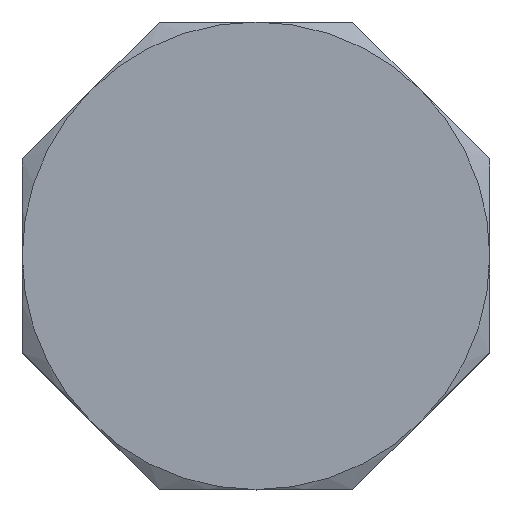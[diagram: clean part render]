
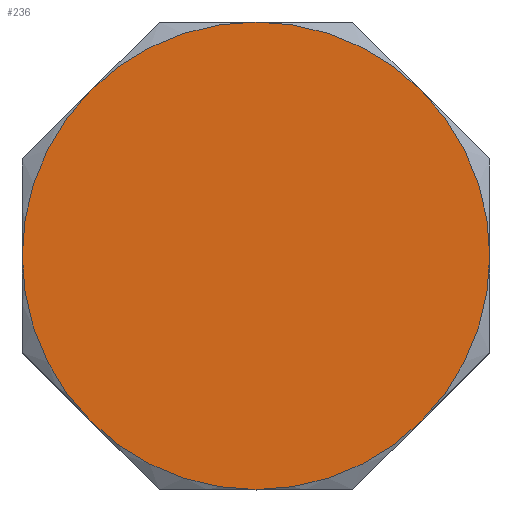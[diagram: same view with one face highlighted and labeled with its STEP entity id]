
A CAD part, top view. The second image highlights one B-rep face of the part: STEP entity #236.
In plain terms, the highlighted planar face has unit normal (0, 0, 1).
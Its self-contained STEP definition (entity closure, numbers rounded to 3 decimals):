
#5 = VERTEX_POINT ( 'NONE', #300 ) ;
#16 = EDGE_CURVE ( 'NONE', #42, #5, #280, .T. ) ;
#18 = VERTEX_POINT ( 'NONE', #281 ) ;
#30 = VERTEX_POINT ( 'NONE', #332 ) ;
#42 = VERTEX_POINT ( 'NONE', #366 ) ;
#124 = VERTEX_POINT ( 'NONE', #601 ) ;
#205 = VERTEX_POINT ( 'NONE', #774 ) ;
#218 = VERTEX_POINT ( 'NONE', #798 ) ;
#234 = EDGE_CURVE ( 'NONE', #5, #18, #858, .T. ) ;
#236 = ADVANCED_FACE ( 'NONE', ( #853 ), #852, .F. ) ;
#237 = EDGE_LOOP ( 'NONE', ( #307, #308, #309, #310, #311, #312, #314, #315 ) ) ;
#241 = EDGE_CURVE ( 'NONE', #218, #263, #850, .T. ) ;
#247 = EDGE_CURVE ( 'NONE', #205, #218, #836, .T. ) ;
#256 = EDGE_CURVE ( 'NONE', #30, #42, #823, .T. ) ;
#262 = EDGE_CURVE ( 'NONE', #263, #124, #901, .T. ) ;
#263 = VERTEX_POINT ( 'NONE', #896 ) ;
#269 = DIRECTION ( 'NONE',  ( 0., -1., 0. ) ) ;
#270 = DIRECTION ( 'NONE',  ( 0., 0., 1. ) ) ;
#271 = AXIS2_PLACEMENT_3D ( 'NONE', #282, #270, #269 ) ;
#280 = CIRCLE ( 'NONE', #271, 35. ) ;
#281 = CARTESIAN_POINT ( 'NONE',  ( 24.749, -24.749, 17.5 ) ) ;
#282 = CARTESIAN_POINT ( 'NONE',  ( 0., 0., 17.5 ) ) ;
#300 = CARTESIAN_POINT ( 'NONE',  ( 0., -35., 17.5 ) ) ;
#307 = ORIENTED_EDGE ( 'NONE', *, *, #234, .T. ) ;
#308 = ORIENTED_EDGE ( 'NONE', *, *, #324, .T. ) ;
#309 = ORIENTED_EDGE ( 'NONE', *, *, #247, .T. ) ;
#310 = ORIENTED_EDGE ( 'NONE', *, *, #241, .T. ) ;
#311 = ORIENTED_EDGE ( 'NONE', *, *, #262, .T. ) ;
#312 = ORIENTED_EDGE ( 'NONE', *, *, #313, .T. ) ;
#313 = EDGE_CURVE ( 'NONE', #124, #30, #882, .T. ) ;
#314 = ORIENTED_EDGE ( 'NONE', *, *, #256, .T. ) ;
#315 = ORIENTED_EDGE ( 'NONE', *, *, #16, .T. ) ;
#324 = EDGE_CURVE ( 'NONE', #18, #205, #914, .T. ) ;
#332 = CARTESIAN_POINT ( 'NONE',  ( -35., 0., 17.5 ) ) ;
#366 = CARTESIAN_POINT ( 'NONE',  ( -24.749, -24.749, 17.5 ) ) ;
#601 = CARTESIAN_POINT ( 'NONE',  ( -24.749, 24.749, 17.5 ) ) ;
#774 = CARTESIAN_POINT ( 'NONE',  ( 35., 0., 17.5 ) ) ;
#798 = CARTESIAN_POINT ( 'NONE',  ( 24.749, 24.749, 17.5 ) ) ;
#815 = DIRECTION ( 'NONE',  ( 0., -1., 0. ) ) ;
#816 = DIRECTION ( 'NONE',  ( 0., 0., 1. ) ) ;
#817 = CARTESIAN_POINT ( 'NONE',  ( 0., 0., 17.5 ) ) ;
#818 = AXIS2_PLACEMENT_3D ( 'NONE', #817, #816, #815 ) ;
#823 = CIRCLE ( 'NONE', #818, 35. ) ;
#832 = DIRECTION ( 'NONE',  ( 0., -1., 0. ) ) ;
#833 = DIRECTION ( 'NONE',  ( 0., 0., 1. ) ) ;
#834 = CARTESIAN_POINT ( 'NONE',  ( 0., 0., 17.5 ) ) ;
#835 = AXIS2_PLACEMENT_3D ( 'NONE', #834, #833, #832 ) ;
#836 = CIRCLE ( 'NONE', #835, 35. ) ;
#843 = DIRECTION ( 'NONE',  ( 0., -1., 0. ) ) ;
#844 = DIRECTION ( 'NONE',  ( 0., 0., 1. ) ) ;
#845 = CARTESIAN_POINT ( 'NONE',  ( 0., 0., 17.5 ) ) ;
#846 = AXIS2_PLACEMENT_3D ( 'NONE', #845, #844, #843 ) ;
#847 = DIRECTION ( 'NONE',  ( 0., 1., 0. ) ) ;
#848 = DIRECTION ( 'NONE',  ( 0., 0., -1. ) ) ;
#849 = AXIS2_PLACEMENT_3D ( 'NONE', #851, #848, #847 ) ;
#850 = CIRCLE ( 'NONE', #846, 35. ) ;
#851 = CARTESIAN_POINT ( 'NONE',  ( 0., 35., 17.5 ) ) ;
#852 = PLANE ( 'NONE',  #849 ) ;
#853 = FACE_OUTER_BOUND ( 'NONE', #237, .T. ) ;
#854 = DIRECTION ( 'NONE',  ( 0., -1., 0. ) ) ;
#855 = DIRECTION ( 'NONE',  ( 0., 0., 1. ) ) ;
#856 = CARTESIAN_POINT ( 'NONE',  ( 0., 0., 17.5 ) ) ;
#857 = AXIS2_PLACEMENT_3D ( 'NONE', #856, #855, #854 ) ;
#858 = CIRCLE ( 'NONE', #857, 35. ) ;
#875 = CARTESIAN_POINT ( 'NONE',  ( 0., 0., 17.5 ) ) ;
#878 = DIRECTION ( 'NONE',  ( 0., -1., 0. ) ) ;
#879 = DIRECTION ( 'NONE',  ( 0., 0., 1. ) ) ;
#880 = CARTESIAN_POINT ( 'NONE',  ( 0., 0., 17.5 ) ) ;
#881 = AXIS2_PLACEMENT_3D ( 'NONE', #880, #879, #878 ) ;
#882 = CIRCLE ( 'NONE', #881, 35. ) ;
#896 = CARTESIAN_POINT ( 'NONE',  ( 0., 35., 17.5 ) ) ;
#897 = DIRECTION ( 'NONE',  ( 0., -1., 0. ) ) ;
#898 = DIRECTION ( 'NONE',  ( 0., 0., 1. ) ) ;
#899 = CARTESIAN_POINT ( 'NONE',  ( 0., 0., 17.5 ) ) ;
#900 = AXIS2_PLACEMENT_3D ( 'NONE', #899, #898, #897 ) ;
#901 = CIRCLE ( 'NONE', #900, 35. ) ;
#911 = DIRECTION ( 'NONE',  ( 0., -1., 0. ) ) ;
#912 = DIRECTION ( 'NONE',  ( 0., 0., 1. ) ) ;
#913 = AXIS2_PLACEMENT_3D ( 'NONE', #875, #912, #911 ) ;
#914 = CIRCLE ( 'NONE', #913, 35. ) ;
